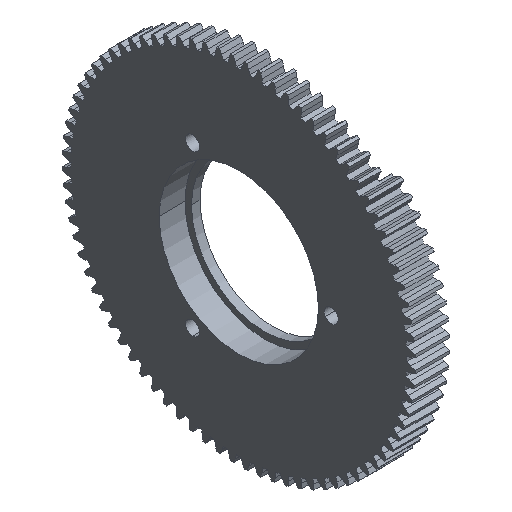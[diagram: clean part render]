
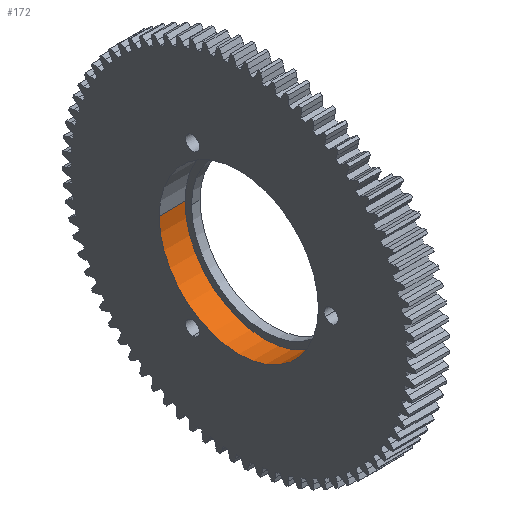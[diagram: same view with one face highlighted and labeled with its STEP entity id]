
A CAD part, isometric view. The second image highlights one B-rep face of the part: STEP entity #172.
In plain terms, the highlighted cylindrical face has radius 18.5 mm (diameter 37 mm), a partial arc.
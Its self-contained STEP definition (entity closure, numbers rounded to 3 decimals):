
#95=AXIS2_PLACEMENT_3D('Circle Axis2P3D',#93,#94,$) ;
#133=AXIS2_PLACEMENT_3D('Cylinder Axis2P3D',#130,#131,#132) ;
#163=AXIS2_PLACEMENT_3D('Circle Axis2P3D',#161,#162,$) ;
#93=CARTESIAN_POINT('Axis2P3D Location',(2.,0.,0.)) ;
#97=CARTESIAN_POINT('Vertex',(2.,-18.5,0.)) ;
#99=CARTESIAN_POINT('Vertex',(2.,18.5,0.)) ;
#130=CARTESIAN_POINT('Axis2P3D Location',(0.66,0.,0.)) ;
#135=CARTESIAN_POINT('Line Origine',(0.66,-18.5,0.)) ;
#139=CARTESIAN_POINT('Vertex',(-4.,-18.5,0.)) ;
#146=CARTESIAN_POINT('Vertex',(-4.,18.5,0.)) ;
#149=CARTESIAN_POINT('Line Origine',(0.66,18.5,0.)) ;
#161=CARTESIAN_POINT('Axis2P3D Location',(-4.,0.,0.)) ;
#94=DIRECTION('Axis2P3D Direction',(1.,0.,0.)) ;
#131=DIRECTION('Axis2P3D Direction',(-1.,0.,-0.)) ;
#132=DIRECTION('Axis2P3D XDirection',(0.,-1.,0.)) ;
#136=DIRECTION('Vector Direction',(-1.,0.,0.)) ;
#150=DIRECTION('Vector Direction',(-1.,0.,0.)) ;
#162=DIRECTION('Axis2P3D Direction',(-1.,0.,-0.)) ;
#137=VECTOR('Line Direction',#136,1.) ;
#151=VECTOR('Line Direction',#150,1.) ;
#167=ORIENTED_EDGE('',*,*,#101,.T.) ;
#168=ORIENTED_EDGE('',*,*,#153,.F.) ;
#169=ORIENTED_EDGE('',*,*,#165,.T.) ;
#170=ORIENTED_EDGE('',*,*,#141,.T.) ;
#172=ADVANCED_FACE('michaud_chailly_A1-28-80-2',(#171),#134,.F.) ;
#96=CIRCLE('generated circle',#95,18.5) ;
#164=CIRCLE('generated circle',#163,18.5) ;
#134=CYLINDRICAL_SURFACE('generated cylinder',#133,18.5) ;
#101=EDGE_CURVE('',#98,#100,#96,.T.) ;
#141=EDGE_CURVE('',#140,#98,#138,.F.) ;
#153=EDGE_CURVE('',#147,#100,#152,.F.) ;
#165=EDGE_CURVE('',#147,#140,#164,.T.) ;
#166=EDGE_LOOP('',(#167,#168,#169,#170)) ;
#171=FACE_OUTER_BOUND('',#166,.T.) ;
#138=LINE('Line',#135,#137) ;
#152=LINE('Line',#149,#151) ;
#98=VERTEX_POINT('',#97) ;
#100=VERTEX_POINT('',#99) ;
#140=VERTEX_POINT('',#139) ;
#147=VERTEX_POINT('',#146) ;
